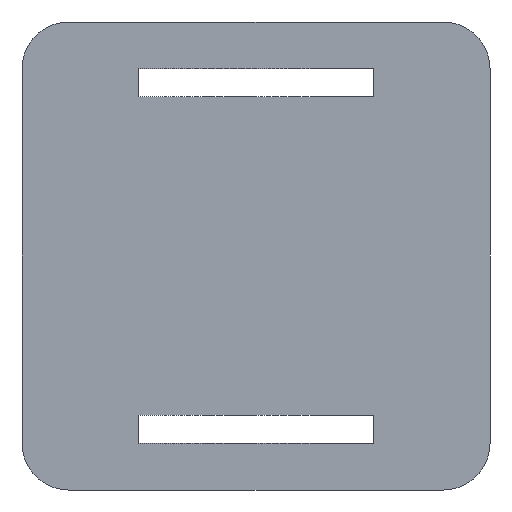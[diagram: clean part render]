
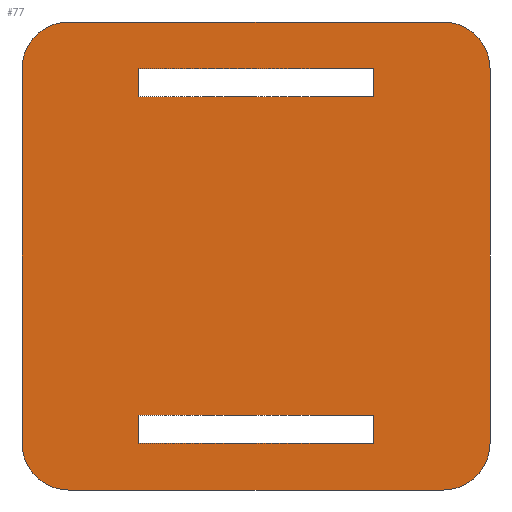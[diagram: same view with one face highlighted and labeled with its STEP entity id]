
A CAD part, front view. The second image highlights one B-rep face of the part: STEP entity #77.
In plain terms, the highlighted planar face has unit normal (0, -1, 0).
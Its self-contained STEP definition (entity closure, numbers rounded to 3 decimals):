
#3 = DIRECTION ( 'NONE',  ( 0., 1., 0. ) ) ;
#8 = CARTESIAN_POINT ( 'NONE',  ( 50., 0., -5. ) ) ;
#13 = VERTEX_POINT ( 'NONE', #508 ) ;
#17 = DIRECTION ( 'NONE',  ( 0., 0., 1. ) ) ;
#19 = LINE ( 'NONE', #265, #91 ) ;
#31 = EDGE_CURVE ( 'NONE', #13, #312, #475, .T. ) ;
#35 = ORIENTED_EDGE ( 'NONE', *, *, #123, .F. ) ;
#42 = VERTEX_POINT ( 'NONE', #63 ) ;
#43 = CARTESIAN_POINT ( 'NONE',  ( 0., 0., 0. ) ) ;
#47 = VECTOR ( 'NONE', #383, 1000. ) ;
#54 = LINE ( 'NONE', #247, #512 ) ;
#58 = CARTESIAN_POINT ( 'NONE',  ( 12.5, 0., -45. ) ) ;
#63 = CARTESIAN_POINT ( 'NONE',  ( 37.5, 0., -45. ) ) ;
#64 = ORIENTED_EDGE ( 'NONE', *, *, #608, .F. ) ;
#70 = ORIENTED_EDGE ( 'NONE', *, *, #98, .F. ) ;
#72 = CARTESIAN_POINT ( 'NONE',  ( 12.5, 0., -8. ) ) ;
#74 = EDGE_LOOP ( 'NONE', ( #410, #35, #194, #141 ) ) ;
#76 = EDGE_CURVE ( 'NONE', #202, #185, #531, .T. ) ;
#77 = ADVANCED_FACE ( 'NONE', ( #155, #429, #336 ), #392, .F. ) ;
#81 = AXIS2_PLACEMENT_3D ( 'NONE', #437, #578, #17 ) ;
#91 = VECTOR ( 'NONE', #503, 1000. ) ;
#94 = VERTEX_POINT ( 'NONE', #58 ) ;
#98 = EDGE_CURVE ( 'NONE', #224, #272, #54, .T. ) ;
#106 = DIRECTION ( 'NONE',  ( 0., 0., -1. ) ) ;
#108 = DIRECTION ( 'NONE',  ( 1., 0., 0. ) ) ;
#109 = VECTOR ( 'NONE', #490, 1000. ) ;
#118 = ORIENTED_EDGE ( 'NONE', *, *, #470, .F. ) ;
#123 = EDGE_CURVE ( 'NONE', #42, #211, #201, .T. ) ;
#124 = EDGE_CURVE ( 'NONE', #323, #357, #240, .T. ) ;
#126 = LINE ( 'NONE', #439, #564 ) ;
#132 = CIRCLE ( 'NONE', #441, 5. ) ;
#141 = ORIENTED_EDGE ( 'NONE', *, *, #447, .T. ) ;
#146 = CARTESIAN_POINT ( 'NONE',  ( 5., 0., -50. ) ) ;
#147 = EDGE_LOOP ( 'NONE', ( #309, #537, #603, #164, #118, #506, #70, #472 ) ) ;
#148 = CARTESIAN_POINT ( 'NONE',  ( 50., 0., 0. ) ) ;
#152 = LINE ( 'NONE', #256, #181 ) ;
#153 = DIRECTION ( 'NONE',  ( 0., 0., 1. ) ) ;
#155 = FACE_BOUND ( 'NONE', #542, .T. ) ;
#159 = CARTESIAN_POINT ( 'NONE',  ( 37.5, 0., 0. ) ) ;
#164 = ORIENTED_EDGE ( 'NONE', *, *, #31, .T. ) ;
#170 = CARTESIAN_POINT ( 'NONE',  ( 0., 0., -8. ) ) ;
#179 = CIRCLE ( 'NONE', #524, 5. ) ;
#181 = VECTOR ( 'NONE', #428, 1000. ) ;
#185 = VERTEX_POINT ( 'NONE', #72 ) ;
#188 = EDGE_CURVE ( 'NONE', #202, #465, #19, .T. ) ;
#194 = ORIENTED_EDGE ( 'NONE', *, *, #579, .F. ) ;
#201 = LINE ( 'NONE', #159, #47 ) ;
#202 = VERTEX_POINT ( 'NONE', #308 ) ;
#207 = CARTESIAN_POINT ( 'NONE',  ( 12.5, 0., 0. ) ) ;
#208 = VECTOR ( 'NONE', #612, 1000. ) ;
#209 = VECTOR ( 'NONE', #252, 1000. ) ;
#211 = VERTEX_POINT ( 'NONE', #456 ) ;
#218 = CARTESIAN_POINT ( 'NONE',  ( 0., 0., -45. ) ) ;
#220 = ORIENTED_EDGE ( 'NONE', *, *, #338, .F. ) ;
#222 = ORIENTED_EDGE ( 'NONE', *, *, #76, .F. ) ;
#224 = VERTEX_POINT ( 'NONE', #544 ) ;
#240 = CIRCLE ( 'NONE', #583, 5. ) ;
#246 = CARTESIAN_POINT ( 'NONE',  ( 12.5, 0., -42. ) ) ;
#247 = CARTESIAN_POINT ( 'NONE',  ( 0., 0., 0. ) ) ;
#252 = DIRECTION ( 'NONE',  ( 0., 0., -1. ) ) ;
#253 = CARTESIAN_POINT ( 'NONE',  ( 5., 0., -45. ) ) ;
#256 = CARTESIAN_POINT ( 'NONE',  ( 0., 0., -45. ) ) ;
#265 = CARTESIAN_POINT ( 'NONE',  ( 0., 0., -5. ) ) ;
#271 = VERTEX_POINT ( 'NONE', #547 ) ;
#272 = VERTEX_POINT ( 'NONE', #500 ) ;
#277 = DIRECTION ( 'NONE',  ( 0., 0., 1. ) ) ;
#280 = DIRECTION ( 'NONE',  ( 0., -1., 0. ) ) ;
#300 = EDGE_CURVE ( 'NONE', #13, #357, #126, .T. ) ;
#308 = CARTESIAN_POINT ( 'NONE',  ( 12.5, 0., -5. ) ) ;
#309 = ORIENTED_EDGE ( 'NONE', *, *, #358, .F. ) ;
#312 = VERTEX_POINT ( 'NONE', #453 ) ;
#323 = VERTEX_POINT ( 'NONE', #218 ) ;
#336 = FACE_OUTER_BOUND ( 'NONE', #147, .T. ) ;
#338 = EDGE_CURVE ( 'NONE', #185, #494, #597, .T. ) ;
#347 = LINE ( 'NONE', #148, #209 ) ;
#357 = VERTEX_POINT ( 'NONE', #146 ) ;
#358 = EDGE_CURVE ( 'NONE', #323, #271, #460, .T. ) ;
#361 = DIRECTION ( 'NONE',  ( 1., 0., 0. ) ) ;
#364 = DIRECTION ( 'NONE',  ( 0., 0., 1. ) ) ;
#377 = CARTESIAN_POINT ( 'NONE',  ( 0., 0., -42. ) ) ;
#378 = EDGE_CURVE ( 'NONE', #224, #271, #132, .T. ) ;
#380 = DIRECTION ( 'NONE',  ( -1., 0., 0. ) ) ;
#381 = DIRECTION ( 'NONE',  ( 0., 0., 1. ) ) ;
#383 = DIRECTION ( 'NONE',  ( 0., 0., 1. ) ) ;
#384 = EDGE_CURVE ( 'NONE', #522, #272, #179, .T. ) ;
#386 = DIRECTION ( 'NONE',  ( 0., -1., 0. ) ) ;
#390 = VECTOR ( 'NONE', #106, 1000. ) ;
#392 = PLANE ( 'NONE',  #463 ) ;
#394 = VECTOR ( 'NONE', #380, 1000. ) ;
#410 = ORIENTED_EDGE ( 'NONE', *, *, #471, .F. ) ;
#413 = DIRECTION ( 'NONE',  ( 0., -1., 0. ) ) ;
#416 = CARTESIAN_POINT ( 'NONE',  ( 5., 0., -5. ) ) ;
#419 = LINE ( 'NONE', #559, #208 ) ;
#428 = DIRECTION ( 'NONE',  ( 1., 0., 0. ) ) ;
#429 = FACE_BOUND ( 'NONE', #74, .T. ) ;
#437 = CARTESIAN_POINT ( 'NONE',  ( 45., 0., -45. ) ) ;
#439 = CARTESIAN_POINT ( 'NONE',  ( 0., 0., -50. ) ) ;
#441 = AXIS2_PLACEMENT_3D ( 'NONE', #416, #413, #277 ) ;
#447 = EDGE_CURVE ( 'NONE', #94, #569, #419, .T. ) ;
#453 = CARTESIAN_POINT ( 'NONE',  ( 50., 0., -45. ) ) ;
#456 = CARTESIAN_POINT ( 'NONE',  ( 37.5, 0., -42. ) ) ;
#460 = LINE ( 'NONE', #43, #586 ) ;
#463 = AXIS2_PLACEMENT_3D ( 'NONE', #528, #3, #381 ) ;
#465 = VERTEX_POINT ( 'NONE', #568 ) ;
#469 = DIRECTION ( 'NONE',  ( 0., 0., 1. ) ) ;
#470 = EDGE_CURVE ( 'NONE', #522, #312, #347, .T. ) ;
#471 = EDGE_CURVE ( 'NONE', #211, #569, #481, .T. ) ;
#472 = ORIENTED_EDGE ( 'NONE', *, *, #378, .T. ) ;
#475 = CIRCLE ( 'NONE', #81, 5. ) ;
#481 = LINE ( 'NONE', #377, #394 ) ;
#490 = DIRECTION ( 'NONE',  ( 0., 0., 1. ) ) ;
#494 = VERTEX_POINT ( 'NONE', #533 ) ;
#497 = DIRECTION ( 'NONE',  ( -1., 0., 0. ) ) ;
#499 = LINE ( 'NONE', #584, #109 ) ;
#500 = CARTESIAN_POINT ( 'NONE',  ( 45., 0., 0. ) ) ;
#503 = DIRECTION ( 'NONE',  ( 1., 0., 0. ) ) ;
#506 = ORIENTED_EDGE ( 'NONE', *, *, #384, .T. ) ;
#508 = CARTESIAN_POINT ( 'NONE',  ( 45., 0., -50. ) ) ;
#512 = VECTOR ( 'NONE', #108, 1000. ) ;
#517 = CARTESIAN_POINT ( 'NONE',  ( 45., 0., -5. ) ) ;
#522 = VERTEX_POINT ( 'NONE', #8 ) ;
#524 = AXIS2_PLACEMENT_3D ( 'NONE', #517, #280, #364 ) ;
#528 = CARTESIAN_POINT ( 'NONE',  ( 0., 0., 0. ) ) ;
#531 = LINE ( 'NONE', #207, #390 ) ;
#532 = VECTOR ( 'NONE', #361, 1000. ) ;
#533 = CARTESIAN_POINT ( 'NONE',  ( 37.5, 0., -8. ) ) ;
#537 = ORIENTED_EDGE ( 'NONE', *, *, #124, .T. ) ;
#542 = EDGE_LOOP ( 'NONE', ( #64, #220, #222, #548 ) ) ;
#544 = CARTESIAN_POINT ( 'NONE',  ( 5., 0., 0. ) ) ;
#547 = CARTESIAN_POINT ( 'NONE',  ( 0., 0., -5. ) ) ;
#548 = ORIENTED_EDGE ( 'NONE', *, *, #188, .T. ) ;
#559 = CARTESIAN_POINT ( 'NONE',  ( 12.5, 0., 0. ) ) ;
#564 = VECTOR ( 'NONE', #497, 1000. ) ;
#568 = CARTESIAN_POINT ( 'NONE',  ( 37.5, 0., -5. ) ) ;
#569 = VERTEX_POINT ( 'NONE', #246 ) ;
#578 = DIRECTION ( 'NONE',  ( 0., -1., 0. ) ) ;
#579 = EDGE_CURVE ( 'NONE', #94, #42, #152, .T. ) ;
#583 = AXIS2_PLACEMENT_3D ( 'NONE', #253, #386, #153 ) ;
#584 = CARTESIAN_POINT ( 'NONE',  ( 37.5, 0., 0. ) ) ;
#586 = VECTOR ( 'NONE', #469, 1000. ) ;
#597 = LINE ( 'NONE', #170, #532 ) ;
#603 = ORIENTED_EDGE ( 'NONE', *, *, #300, .F. ) ;
#608 = EDGE_CURVE ( 'NONE', #494, #465, #499, .T. ) ;
#612 = DIRECTION ( 'NONE',  ( 0., 0., 1. ) ) ;
